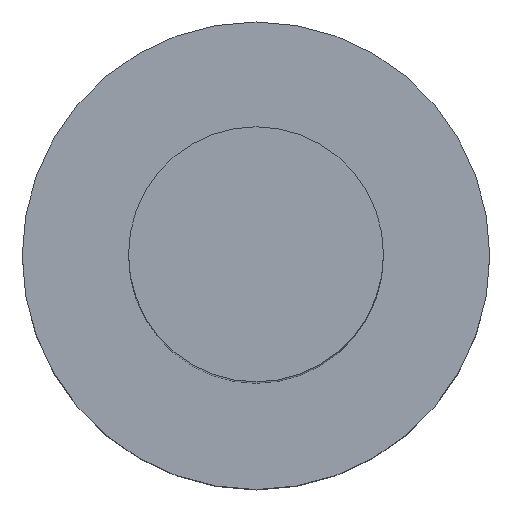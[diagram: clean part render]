
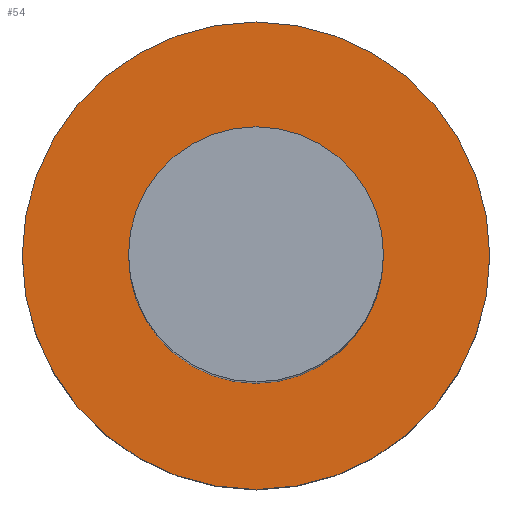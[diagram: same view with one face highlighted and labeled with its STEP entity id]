
A CAD part, top view. The second image highlights one B-rep face of the part: STEP entity #54.
In plain terms, the highlighted planar face has unit normal (0, 0, 1).
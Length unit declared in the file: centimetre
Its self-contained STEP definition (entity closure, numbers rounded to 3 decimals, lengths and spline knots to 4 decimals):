
#15=FACE_BOUND($,#24,.T.);
#18=FACE_OUTER_BOUND($,#23,.T.);
#23=EDGE_LOOP($,(#43));
#24=EDGE_LOOP($,(#44));
#31=CIRCLE($,#63,0.275);
#32=CIRCLE($,#64,0.15);
#35=VERTEX_POINT($,#93);
#36=VERTEX_POINT($,#95);
#39=EDGE_CURVE($,#35,#35,#31,.T.);
#40=EDGE_CURVE($,#36,#36,#32,.T.);
#43=ORIENTED_EDGE($,*,*,#39,.T.);
#44=ORIENTED_EDGE($,*,*,#40,.F.);
#51=PLANE($,#62);
#54=ADVANCED_FACE($,(#18,#15),#51,.T.);
#62=AXIS2_PLACEMENT_3D($,#92,#73,#74);
#63=AXIS2_PLACEMENT_3D($,#94,#75,#76);
#64=AXIS2_PLACEMENT_3D($,#96,#77,#78);
#73=DIRECTION('center_axis',(0.,0.,1.));
#74=DIRECTION('ref_axis',(1.,0.,0.));
#75=DIRECTION('center_axis',(0.,0.,1.));
#76=DIRECTION('ref_axis',(1.,0.,0.));
#77=DIRECTION('center_axis',(0.,0.,1.));
#78=DIRECTION('ref_axis',(1.,0.,0.));
#92=CARTESIAN_POINT('Origin',(0.,0.,0.));
#93=CARTESIAN_POINT('',(-0.275,0.,0.));
#94=CARTESIAN_POINT('Origin',(0.,0.,0.));
#95=CARTESIAN_POINT('',(-0.15,0.,0.));
#96=CARTESIAN_POINT('Origin',(0.,0.,0.));
